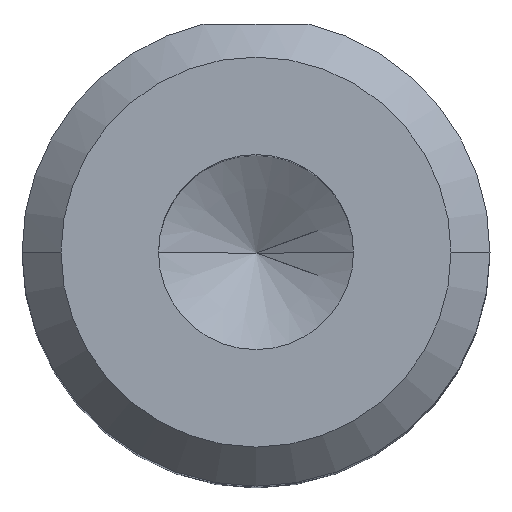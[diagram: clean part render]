
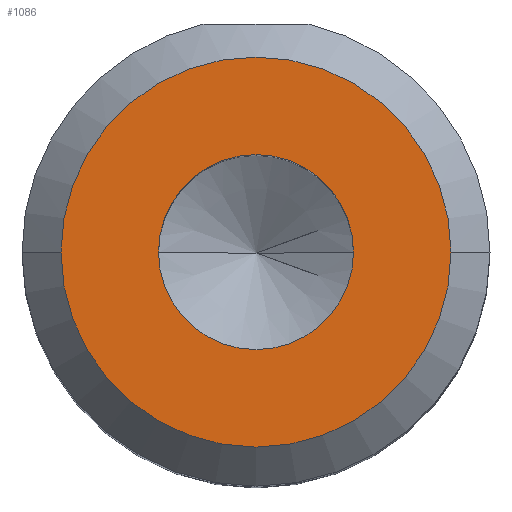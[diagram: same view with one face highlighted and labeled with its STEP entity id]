
A CAD part, top view. The second image highlights one B-rep face of the part: STEP entity #1086.
In plain terms, the highlighted planar face has unit normal (0, 0, 1).
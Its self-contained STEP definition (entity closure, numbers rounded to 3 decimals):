
#6 = AXIS2_PLACEMENT_3D ( 'NONE', #276, #948, #368 ) ;
#20 = DIRECTION ( 'NONE',  ( 1., 0., 0. ) ) ;
#67 = CIRCLE ( 'NONE', #120, 5. ) ;
#110 = VERTEX_POINT ( 'NONE', #406 ) ;
#113 = CIRCLE ( 'NONE', #565, 2.5 ) ;
#119 = AXIS2_PLACEMENT_3D ( 'NONE', #1184, #600, #20 ) ;
#120 = AXIS2_PLACEMENT_3D ( 'NONE', #162, #829, #258 ) ;
#126 = EDGE_LOOP ( 'NONE', ( #640, #1032 ) ) ;
#162 = CARTESIAN_POINT ( 'NONE',  ( 0., 0., 15. ) ) ;
#184 = CARTESIAN_POINT ( 'NONE',  ( -2.5, 0., 15. ) ) ;
#185 = AXIS2_PLACEMENT_3D ( 'NONE', #742, #947, #367 ) ;
#258 = DIRECTION ( 'NONE',  ( 1., 0., 0. ) ) ;
#276 = CARTESIAN_POINT ( 'NONE',  ( 0., 0., 15. ) ) ;
#315 = DIRECTION ( 'NONE',  ( 0., 0., 1. ) ) ;
#317 = ORIENTED_EDGE ( 'NONE', *, *, #1194, .T. ) ;
#342 = CARTESIAN_POINT ( 'NONE',  ( -5., 0., 15. ) ) ;
#367 = DIRECTION ( 'NONE',  ( 1., 0., 0. ) ) ;
#368 = DIRECTION ( 'NONE',  ( 1., 0., 0. ) ) ;
#406 = CARTESIAN_POINT ( 'NONE',  ( 2.5, 0., 15. ) ) ;
#521 = CIRCLE ( 'NONE', #6, 2.5 ) ;
#565 = AXIS2_PLACEMENT_3D ( 'NONE', #896, #315, #994 ) ;
#587 = ORIENTED_EDGE ( 'NONE', *, *, #859, .T. ) ;
#600 = DIRECTION ( 'NONE',  ( 0., 0., 1. ) ) ;
#616 = CIRCLE ( 'NONE', #119, 5. ) ;
#640 = ORIENTED_EDGE ( 'NONE', *, *, #1202, .F. ) ;
#644 = VERTEX_POINT ( 'NONE', #342 ) ;
#733 = FACE_OUTER_BOUND ( 'NONE', #844, .T. ) ;
#742 = CARTESIAN_POINT ( 'NONE',  ( 0., 0., 15. ) ) ;
#829 = DIRECTION ( 'NONE',  ( 0., 0., 1. ) ) ;
#844 = EDGE_LOOP ( 'NONE', ( #317, #587 ) ) ;
#859 = EDGE_CURVE ( 'NONE', #1139, #644, #67, .T. ) ;
#896 = CARTESIAN_POINT ( 'NONE',  ( 0., 0., 15. ) ) ;
#941 = EDGE_CURVE ( 'NONE', #1102, #110, #521, .T. ) ;
#947 = DIRECTION ( 'NONE',  ( 0., 0., 1. ) ) ;
#948 = DIRECTION ( 'NONE',  ( 0., 0., 1. ) ) ;
#963 = CARTESIAN_POINT ( 'NONE',  ( 5., 0., 15. ) ) ;
#994 = DIRECTION ( 'NONE',  ( 1., 0., 0. ) ) ;
#1032 = ORIENTED_EDGE ( 'NONE', *, *, #941, .F. ) ;
#1086 = ADVANCED_FACE ( 'NONE', ( #733, #1201 ), #1142, .T. ) ;
#1102 = VERTEX_POINT ( 'NONE', #184 ) ;
#1139 = VERTEX_POINT ( 'NONE', #963 ) ;
#1142 = PLANE ( 'NONE',  #185 ) ;
#1184 = CARTESIAN_POINT ( 'NONE',  ( 0., 0., 15. ) ) ;
#1194 = EDGE_CURVE ( 'NONE', #644, #1139, #616, .T. ) ;
#1201 = FACE_BOUND ( 'NONE', #126, .T. ) ;
#1202 = EDGE_CURVE ( 'NONE', #110, #1102, #113, .T. ) ;
